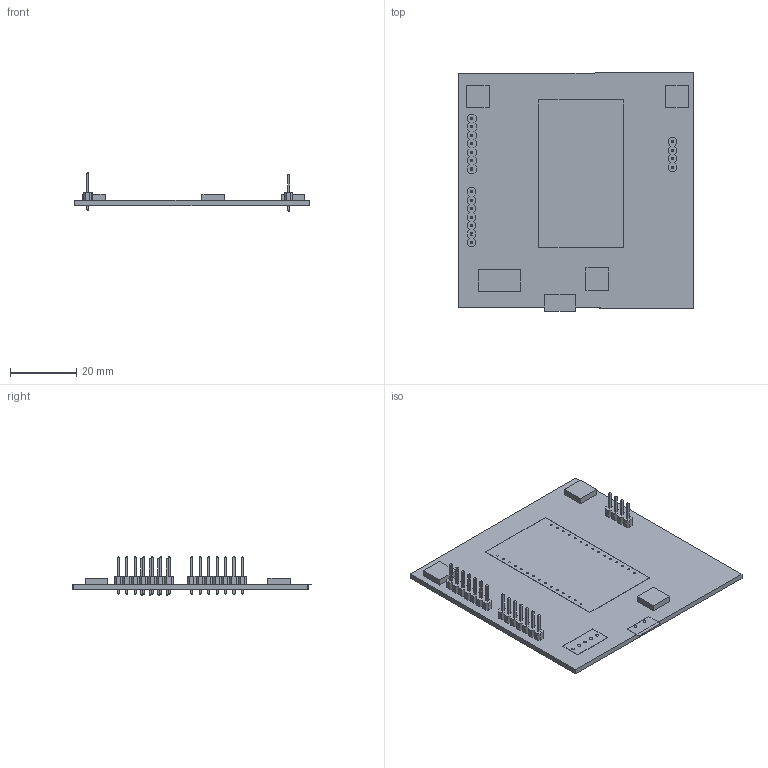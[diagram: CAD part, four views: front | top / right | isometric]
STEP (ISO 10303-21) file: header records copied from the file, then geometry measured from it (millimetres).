
FILE_DESCRIPTION(/* description */ (''),/* implementation_level */ '2;1');
FILE_NAME(/* name */ 'ConnectorBoard v1.step',/* time_stamp */ '2018-06-13T11:31:08+02:00',/* author */ ('Louis Jorswieck'),/* organization */ (''),/* preprocessor_version */ 'ST-DEVELOPER v17',/* originating_system */ 'Autodesk Translation Framework v7.1.0.215',/* authorisation */ '');
FILE_SCHEMA (('AUTOMOTIVE_DESIGN { 1 0 10303 214 3 1 1 }'));
Length unit declared in the file: millimetre
Products named in the file (9): ConnectorBoard; PCB Component; Board; 1X04; 1X07; 22-23-2051; ESP32-DEVKITV1; USB-MICRO-SMD; 3,0
Assembly tree (11 placements, depth 3):
  ConnectorBoard
    PCB Component
      Board
      1X04
      1X07  x2
      22-23-2051
      ESP32-DEVKITV1
      USB-MICRO-SMD
      3,0  x3
Bounding box: 70.59 x 71.77 x 11.84 mm (x, y, z)
Volume: 8474 mm3; surface area: 14457.6 mm2
Topology: 10 solids, 10 shells, 544 faces, 1320 edges, 832 vertices
Faces by surface type: plane 486, cylinder 58
Full cylindrical faces by diameter (mm): 0.6 x30, 0.85 x2, 1 x5, 1.016 x18, 3 x3
Entity records: 11168 total; most frequent: CARTESIAN_POINT 1824, ORIENTED_EDGE 1768, DIRECTION 1760, EDGE_CURVE 884, LINE 768, VECTOR 768, VERTEX_POINT 560, EDGE_LOOP 498
